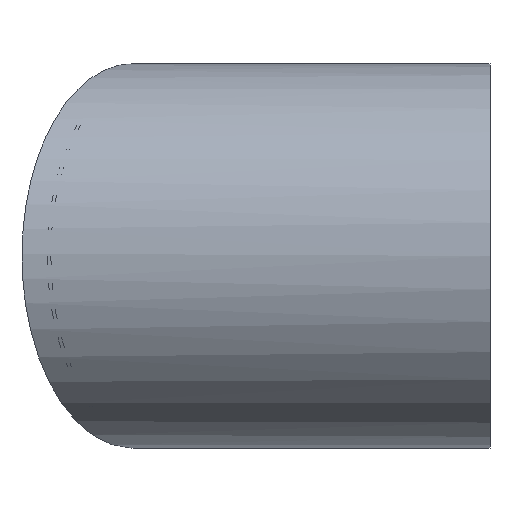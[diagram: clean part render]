
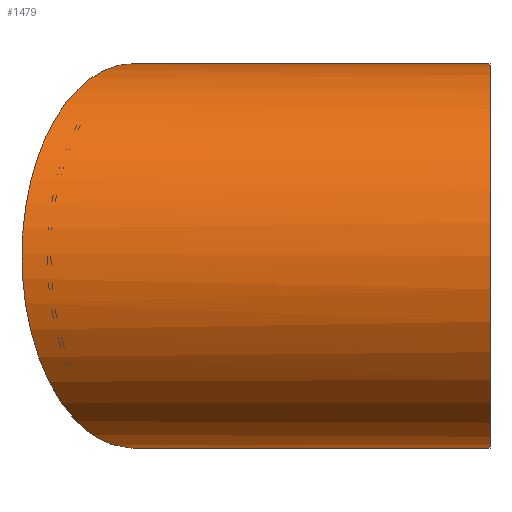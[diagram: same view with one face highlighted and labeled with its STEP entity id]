
A CAD part, left-side view. The second image highlights one B-rep face of the part: STEP entity #1479.
In plain terms, the highlighted cylindrical face has radius 157.5 mm (diameter 315 mm), a full revolution.
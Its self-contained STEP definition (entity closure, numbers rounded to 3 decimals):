
#1479 = ADVANCED_FACE( '', ( #3382, #3383 ), #3384, .T. );
#3382 = FACE_OUTER_BOUND( '', #5716, .T. );
#3383 = FACE_OUTER_BOUND( '', #5717, .T. );
#3384 = CYLINDRICAL_SURFACE( '', #5718, 157.5 );
#5716 = EDGE_LOOP( '', ( #10394 ) );
#5717 = EDGE_LOOP( '', ( #10395 ) );
#5718 = AXIS2_PLACEMENT_3D( '', #10396, #10397, #10398 );
#10394 = ORIENTED_EDGE( '', *, *, #14474, .T. );
#10395 = ORIENTED_EDGE( '', *, *, #14222, .F. );
#10396 = CARTESIAN_POINT( '', ( 0., 0., 0. ) );
#10397 = DIRECTION( '', ( 0., 1., 0. ) );
#10398 = DIRECTION( '', ( 0., 0., -1. ) );
#14222 = EDGE_CURVE( '', #17620, #17620, #17621, .T. );
#14474 = EDGE_CURVE( '', #17990, #17990, #17991, .F. );
#17620 = VERTEX_POINT( '', #22391 );
#17621 = CIRCLE( '', #22392, 157.5 );
#17990 = VERTEX_POINT( '', #22941 );
#17991 = ELLIPSE( '', #22942, 181.865, 157.5 );
#22391 = CARTESIAN_POINT( '', ( 0., 0., -157.5 ) );
#22392 = AXIS2_PLACEMENT_3D( '', #26681, #26682, #26683 );
#22941 = CARTESIAN_POINT( '', ( 157.5, 201.443, 0. ) );
#22942 = AXIS2_PLACEMENT_3D( '', #26873, #26874, #26875 );
#26681 = CARTESIAN_POINT( '', ( 0., 0., 0. ) );
#26682 = DIRECTION( '', ( 0., -1., 0. ) );
#26683 = DIRECTION( '', ( 0., 0., -1. ) );
#26873 = CARTESIAN_POINT( '', ( 0., 292.376, 0. ) );
#26874 = DIRECTION( '', ( 0.5, 0.866, 0. ) );
#26875 = DIRECTION( '', ( 0.866, -0.5, 0. ) );
